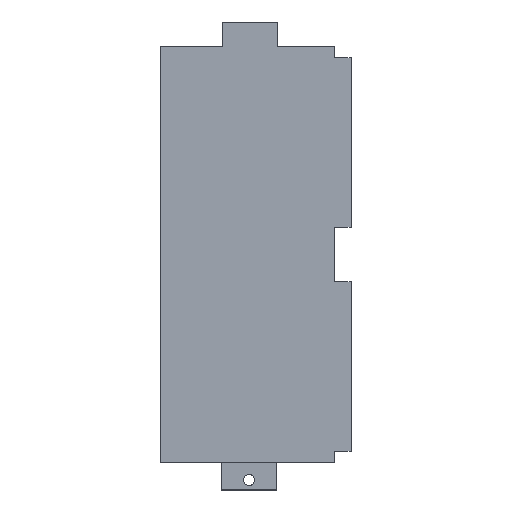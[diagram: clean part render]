
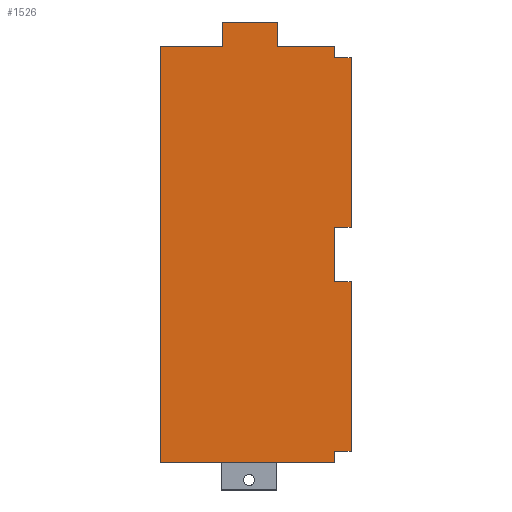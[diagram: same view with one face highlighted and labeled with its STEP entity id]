
A CAD part, top view. The second image highlights one B-rep face of the part: STEP entity #1526.
In plain terms, the highlighted planar face has unit normal (0, 0, 1).
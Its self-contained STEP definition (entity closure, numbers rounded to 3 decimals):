
#124=FACE_OUTER_BOUND('',#206,.T.);
#206=EDGE_LOOP('',(#1229,#1230,#1231,#1232,#1233,#1234,#1235,#1236,#1237,
#1238,#1239,#1240,#1241,#1242,#1243,#1244));
#277=LINE('',#2191,#461);
#336=LINE('',#2347,#520);
#367=LINE('',#2435,#551);
#368=LINE('',#2437,#552);
#369=LINE('',#2439,#553);
#370=LINE('',#2441,#554);
#371=LINE('',#2443,#555);
#372=LINE('',#2445,#556);
#373=LINE('',#2447,#557);
#374=LINE('',#2448,#558);
#375=LINE('',#2450,#559);
#376=LINE('',#2452,#560);
#377=LINE('',#2454,#561);
#378=LINE('',#2456,#562);
#379=LINE('',#2458,#563);
#380=LINE('',#2459,#564);
#461=VECTOR('',#1753,10.);
#520=VECTOR('',#1894,10.);
#551=VECTOR('',#1985,10.);
#552=VECTOR('',#1986,10.);
#553=VECTOR('',#1987,10.);
#554=VECTOR('',#1988,10.);
#555=VECTOR('',#1989,10.);
#556=VECTOR('',#1990,10.);
#557=VECTOR('',#1991,10.);
#558=VECTOR('',#1992,10.);
#559=VECTOR('',#1993,10.);
#560=VECTOR('',#1994,10.);
#561=VECTOR('',#1995,10.);
#562=VECTOR('',#1996,10.);
#563=VECTOR('',#1997,10.);
#564=VECTOR('',#1998,10.);
#642=VERTEX_POINT('',#2188);
#643=VERTEX_POINT('',#2190);
#698=VERTEX_POINT('',#2345);
#699=VERTEX_POINT('',#2346);
#726=VERTEX_POINT('',#2434);
#727=VERTEX_POINT('',#2436);
#728=VERTEX_POINT('',#2438);
#729=VERTEX_POINT('',#2440);
#730=VERTEX_POINT('',#2442);
#731=VERTEX_POINT('',#2444);
#732=VERTEX_POINT('',#2446);
#733=VERTEX_POINT('',#2449);
#734=VERTEX_POINT('',#2451);
#735=VERTEX_POINT('',#2453);
#736=VERTEX_POINT('',#2455);
#737=VERTEX_POINT('',#2457);
#796=EDGE_CURVE('',#643,#642,#277,.T.);
#873=EDGE_CURVE('',#698,#699,#336,.T.);
#916=EDGE_CURVE('',#726,#698,#367,.T.);
#917=EDGE_CURVE('',#727,#726,#368,.T.);
#918=EDGE_CURVE('',#728,#727,#369,.T.);
#919=EDGE_CURVE('',#729,#728,#370,.T.);
#920=EDGE_CURVE('',#729,#730,#371,.T.);
#921=EDGE_CURVE('',#730,#731,#372,.T.);
#922=EDGE_CURVE('',#732,#731,#373,.T.);
#923=EDGE_CURVE('',#643,#732,#374,.T.);
#924=EDGE_CURVE('',#642,#733,#375,.T.);
#925=EDGE_CURVE('',#734,#733,#376,.T.);
#926=EDGE_CURVE('',#735,#734,#377,.T.);
#927=EDGE_CURVE('',#735,#736,#378,.T.);
#928=EDGE_CURVE('',#737,#736,#379,.T.);
#929=EDGE_CURVE('',#737,#699,#380,.T.);
#1229=ORIENTED_EDGE('',*,*,#873,.F.);
#1230=ORIENTED_EDGE('',*,*,#916,.F.);
#1231=ORIENTED_EDGE('',*,*,#917,.F.);
#1232=ORIENTED_EDGE('',*,*,#918,.F.);
#1233=ORIENTED_EDGE('',*,*,#919,.F.);
#1234=ORIENTED_EDGE('',*,*,#920,.T.);
#1235=ORIENTED_EDGE('',*,*,#921,.T.);
#1236=ORIENTED_EDGE('',*,*,#922,.F.);
#1237=ORIENTED_EDGE('',*,*,#923,.F.);
#1238=ORIENTED_EDGE('',*,*,#796,.T.);
#1239=ORIENTED_EDGE('',*,*,#924,.T.);
#1240=ORIENTED_EDGE('',*,*,#925,.F.);
#1241=ORIENTED_EDGE('',*,*,#926,.F.);
#1242=ORIENTED_EDGE('',*,*,#927,.T.);
#1243=ORIENTED_EDGE('',*,*,#928,.F.);
#1244=ORIENTED_EDGE('',*,*,#929,.T.);
#1447=PLANE('',#1655);
#1526=ADVANCED_FACE('',(#124),#1447,.T.);
#1655=AXIS2_PLACEMENT_3D('',#2433,#1983,#1984);
#1753=DIRECTION('',(0.,1.,0.));
#1894=DIRECTION('',(1.,0.,0.));
#1983=DIRECTION('center_axis',(0.,0.,1.));
#1984=DIRECTION('ref_axis',(1.,0.,0.));
#1985=DIRECTION('',(0.,1.,0.));
#1986=DIRECTION('',(1.,0.,0.));
#1987=DIRECTION('',(0.,1.,0.));
#1988=DIRECTION('',(-1.,0.,0.));
#1989=DIRECTION('',(0.,1.,0.));
#1990=DIRECTION('',(1.,0.,0.));
#1991=DIRECTION('',(0.,-1.,0.));
#1992=DIRECTION('',(1.,0.,0.));
#1993=DIRECTION('',(1.,0.,0.));
#1994=DIRECTION('',(0.,-1.,0.));
#1995=DIRECTION('',(1.,0.,0.));
#1996=DIRECTION('',(0.,1.,0.));
#1997=DIRECTION('',(1.,0.,0.));
#1998=DIRECTION('',(0.,1.,0.));
#2188=CARTESIAN_POINT('',(297.5,79.1,13.));
#2190=CARTESIAN_POINT('',(297.5,69.25,13.));
#2191=CARTESIAN_POINT('',(297.5,55.5,13.));
#2345=CARTESIAN_POINT('',(277.16,116.35,13.));
#2346=CARTESIAN_POINT('',(287.16,116.35,13.));
#2347=CARTESIAN_POINT('',(282.83,116.35,13.));
#2433=CARTESIAN_POINT('Origin',(283.5,74.,13.));
#2434=CARTESIAN_POINT('',(277.16,111.85,13.));
#2435=CARTESIAN_POINT('',(277.16,116.,13.));
#2436=CARTESIAN_POINT('',(266.,111.85,13.));
#2437=CARTESIAN_POINT('',(267.,111.85,13.));
#2438=CARTESIAN_POINT('',(266.,36.45,13.));
#2439=CARTESIAN_POINT('',(266.,111.,13.));
#2440=CARTESIAN_POINT('',(297.5,36.45,13.));
#2441=CARTESIAN_POINT('',(300.,36.45,13.));
#2442=CARTESIAN_POINT('',(297.5,38.454,13.));
#2443=CARTESIAN_POINT('',(297.5,55.5,13.));
#2444=CARTESIAN_POINT('',(300.5,38.454,13.));
#2445=CARTESIAN_POINT('',(297.5,38.454,13.));
#2446=CARTESIAN_POINT('',(300.5,69.25,13.));
#2447=CARTESIAN_POINT('',(300.5,38.454,13.));
#2448=CARTESIAN_POINT('',(297.5,69.25,13.));
#2449=CARTESIAN_POINT('',(300.5,79.1,13.));
#2450=CARTESIAN_POINT('',(297.5,79.1,13.));
#2451=CARTESIAN_POINT('',(300.5,109.85,13.));
#2452=CARTESIAN_POINT('',(300.5,79.1,13.));
#2453=CARTESIAN_POINT('',(297.5,109.85,13.));
#2454=CARTESIAN_POINT('',(297.5,109.85,13.));
#2455=CARTESIAN_POINT('',(297.5,111.85,13.));
#2456=CARTESIAN_POINT('',(297.5,55.5,13.));
#2457=CARTESIAN_POINT('',(287.16,111.85,13.));
#2458=CARTESIAN_POINT('',(267.,111.85,13.));
#2459=CARTESIAN_POINT('',(287.16,111.5,13.));
